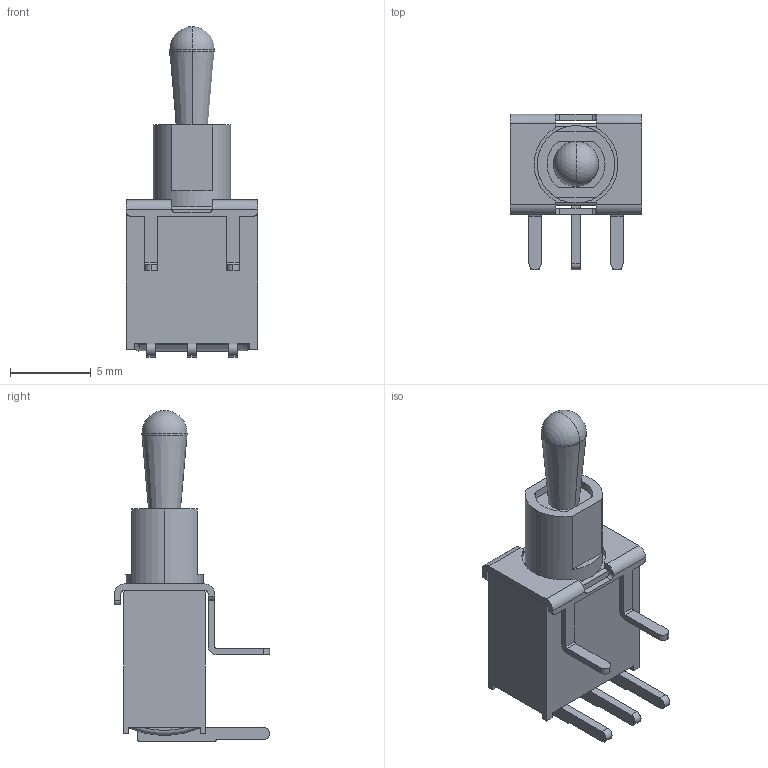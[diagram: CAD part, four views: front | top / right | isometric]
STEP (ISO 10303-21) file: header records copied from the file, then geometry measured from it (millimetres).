
FILE_DESCRIPTION (( 'STEP AP214' ), '1' );
FILE_NAME ('2AS1T2A1M6RES.STEP', '2023-05-01T10:33:28', ( '' ), ( '' ), 'SwSTEP 2.0', 'SolidWorks 2021', '' );
FILE_SCHEMA (( 'AUTOMOTIVE_DESIGN' ));
Length unit declared in the file: millimetre
Products named in the file (1): 2AS1T2A1M6RES
Bounding box: 8.13 x 9.62 x 20.51 mm (x, y, z)
Volume: 497.4 mm3; surface area: 691.8 mm2
Topology: 7 solids, 7 shells, 146 faces, 401 edges, 264 vertices
Faces by surface type: plane 89, cylinder 49, sphere 4, torus 2, cone 2
Entity records: 4746 total; most frequent: CARTESIAN_POINT 890, ORIENTED_EDGE 790, DIRECTION 788, EDGE_CURVE 395, AXIS2_PLACEMENT_3D 264, VERTEX_POINT 262, LINE 260, VECTOR 260
